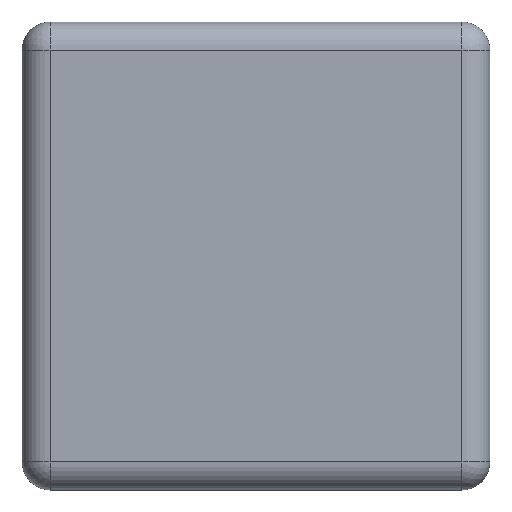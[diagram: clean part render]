
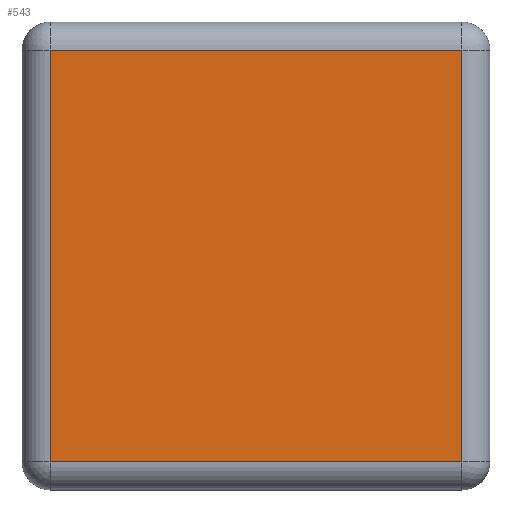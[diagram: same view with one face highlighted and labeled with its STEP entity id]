
A CAD part, top view. The second image highlights one B-rep face of the part: STEP entity #543.
In plain terms, the highlighted planar face has unit normal (0, 0, 1).
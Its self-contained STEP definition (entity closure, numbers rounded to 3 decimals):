
#26=PLANE('',#630);
#47=LINE('',#884,#96);
#51=LINE('',#900,#100);
#53=LINE('',#903,#102);
#55=LINE('',#906,#104);
#96=VECTOR('',#711,10.);
#100=VECTOR('',#729,10.);
#102=VECTOR('',#733,10.);
#104=VECTOR('',#737,10.);
#165=FACE_OUTER_BOUND('',#200,.T.);
#200=EDGE_LOOP('',(#425,#426,#427,#428));
#252=VERTEX_POINT('',#846);
#257=VERTEX_POINT('',#859);
#262=VERTEX_POINT('',#872);
#267=VERTEX_POINT('',#888);
#315=EDGE_CURVE('',#252,#262,#47,.T.);
#323=EDGE_CURVE('',#262,#267,#51,.T.);
#325=EDGE_CURVE('',#267,#257,#53,.T.);
#327=EDGE_CURVE('',#257,#252,#55,.T.);
#425=ORIENTED_EDGE('',*,*,#315,.F.);
#426=ORIENTED_EDGE('',*,*,#327,.F.);
#427=ORIENTED_EDGE('',*,*,#325,.F.);
#428=ORIENTED_EDGE('',*,*,#323,.F.);
#543=ADVANCED_FACE('',(#165),#26,.T.);
#630=AXIS2_PLACEMENT_3D('',#912,#745,#746);
#711=DIRECTION('',(-1.,0.,0.));
#729=DIRECTION('',(0.,1.,0.));
#733=DIRECTION('',(1.,0.,0.));
#737=DIRECTION('',(0.,-1.,0.));
#745=DIRECTION('center_axis',(0.,0.,1.));
#746=DIRECTION('ref_axis',(-1.,0.,0.));
#846=CARTESIAN_POINT('',(22.,-22.,4.));
#859=CARTESIAN_POINT('',(22.,22.,4.));
#872=CARTESIAN_POINT('',(-22.,-22.,4.));
#884=CARTESIAN_POINT('',(-12.5,-22.,4.));
#888=CARTESIAN_POINT('',(-22.,22.,4.));
#900=CARTESIAN_POINT('',(-22.,12.5,4.));
#903=CARTESIAN_POINT('',(12.5,22.,4.));
#906=CARTESIAN_POINT('',(22.,-12.5,4.));
#912=CARTESIAN_POINT('Origin',(0.,0.,
4.));
